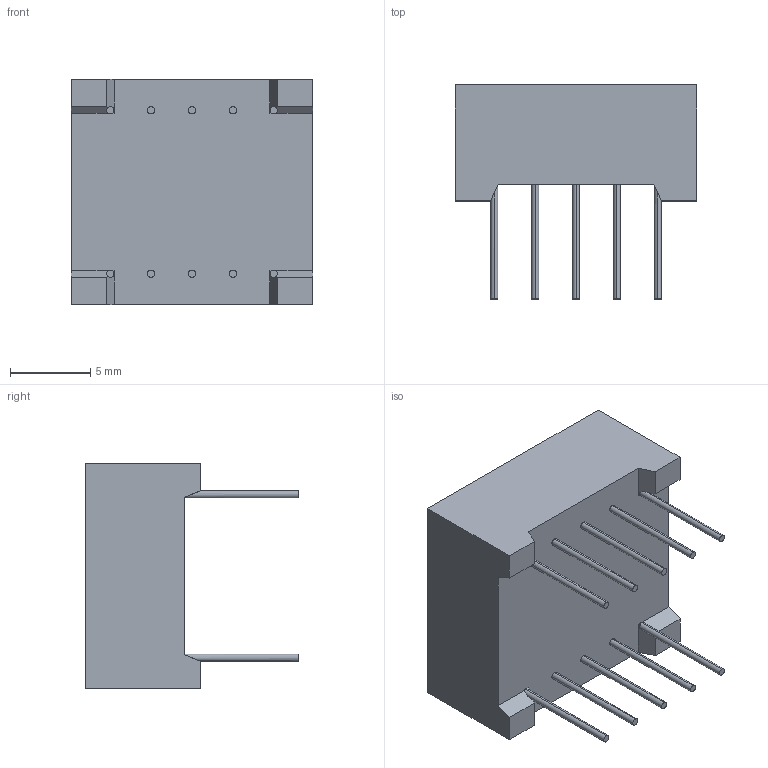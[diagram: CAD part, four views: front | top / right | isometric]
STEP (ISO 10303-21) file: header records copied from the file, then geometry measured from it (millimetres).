
FILE_DESCRIPTION (( 'STEP AP203' ), '1' );
FILE_NAME ('SD-3261_X.STEP', '2023-06-26T16:17:29', ( '' ), ( '' ), 'SwSTEP 2.0', 'SolidWorks 2016', '' );
FILE_SCHEMA (( 'CONFIG_CONTROL_DESIGN' ));
Length unit declared in the file: millimetre
Products named in the file (1): SD-3261_X
Bounding box: 15 x 13.3 x 14 mm (x, y, z)
Volume: 1327.5 mm3; surface area: 919.4 mm2
Topology: 1 solids, 1 shells, 156 faces, 396 edges, 264 vertices
Faces by surface type: plane 132, cylinder 24
Entity records: 4725 total; most frequent: CARTESIAN_POINT 865, ORIENTED_EDGE 792, DIRECTION 742, EDGE_CURVE 396, LINE 332, VECTOR 332, VERTEX_POINT 264, AXIS2_PLACEMENT_3D 205
